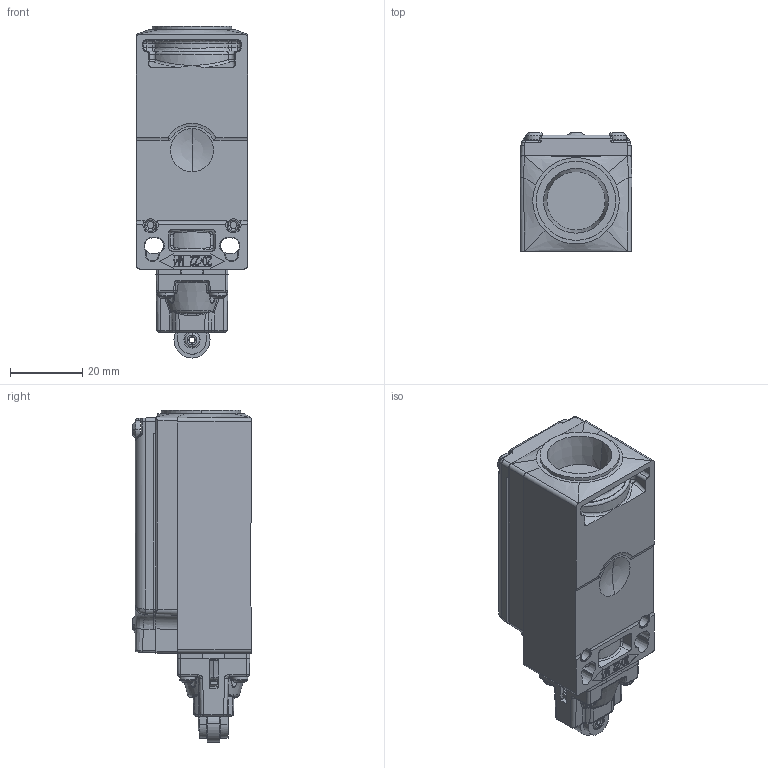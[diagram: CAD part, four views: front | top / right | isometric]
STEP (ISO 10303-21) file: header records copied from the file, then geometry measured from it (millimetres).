
FILE_DESCRIPTION((''),'2;1');
FILE_NAME('1336578_SW0001','2016-06-03T',('sharbsmeier'),('.steute Schaltgeräte GmbH, Löhne'),'PRO/ENGINEER BY PARAMETRIC TECHNOLOGY CORPORATION, 2015070','PRO/ENGINEER BY PARAMETRIC TECHNOLOGY CORPORATION, 2015070','');
FILE_SCHEMA(('CONFIG_CONTROL_DESIGN'));
Products named in the file (1): 1336578_SW0001
Bounding box: 31 x 33 x 92.2 mm (x, y, z)
Surface area: 16987.9 mm2 (no closed solid volume)
Topology: 0 solids, 49 shells, 855 faces, 3326 edges, 2427 vertices
Faces by surface type: plane 316, cylinder 210, bspline 200, cone 52, torus 49, sphere 22, extrusion 6
Entity records: 44378 total; most frequent: CARTESIAN_POINT 18784, ORIENTED_EDGE 5026, DIRECTION 4702, EDGE_CURVE 3275, VERTEX_POINT 2519, VECTOR 1904, LINE 1898, AXIS2_PLACEMENT_3D 1399
